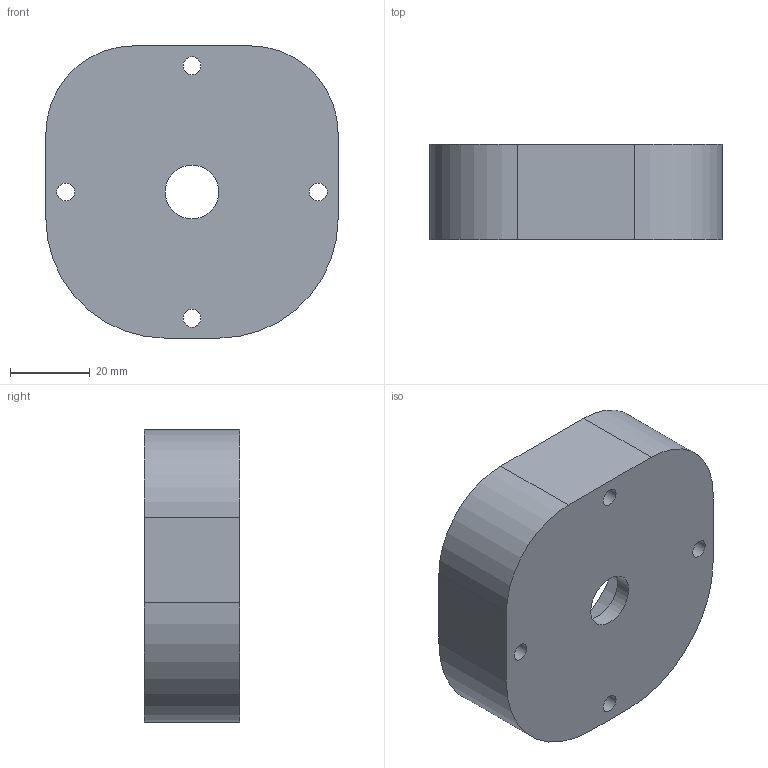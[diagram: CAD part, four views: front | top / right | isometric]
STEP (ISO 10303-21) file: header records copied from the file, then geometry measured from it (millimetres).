
FILE_DESCRIPTION(/* description */ (''),/* implementation_level */ '2;1');
FILE_NAME(/* name */ 'MotorEnclosure_Bottom.prt.step',/* time_stamp */ '2021-10-28T10:52:49+01:00',/* author */ (''),/* organization */ (''),/* preprocessor_version */ 'ST-DEVELOPER v15',/* originating_system */ 'SIEMENS PLM Software NX 9.0',/* authorisation */ '');
FILE_SCHEMA (('AUTOMOTIVE_DESIGN { 1 0 10303 214 3 1 1 1 }'));
Length unit declared in the file: millimetre
Products named in the file (1): MotorEnclosure_Bottom
Bounding box: 73.5 x 24 x 73.5 mm (x, y, z)
Volume: 62920.5 mm3; surface area: 20307.7 mm2
Topology: 1 solids, 1 shells, 24 faces, 66 edges, 45 vertices
Faces by surface type: cylinder 13, plane 11
Full cylindrical faces by diameter (mm): 4.5 x4, 13.5 x1
Entity records: 772 total; most frequent: DIRECTION 134, CARTESIAN_POINT 125, ORIENTED_EDGE 116, EDGE_CURVE 58, AXIS2_PLACEMENT_3D 51, VERTEX_POINT 42, EDGE_LOOP 40, LINE 32
